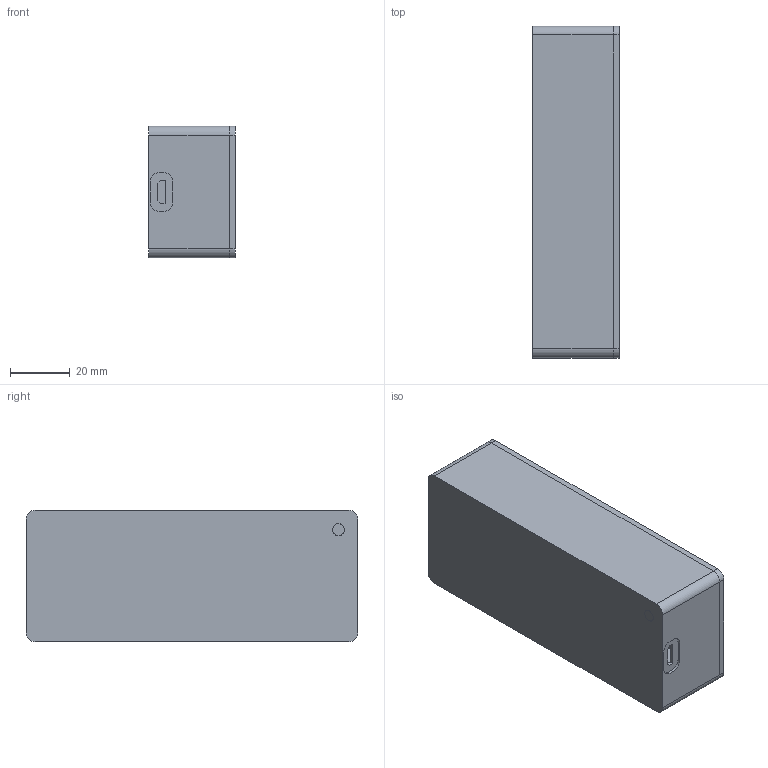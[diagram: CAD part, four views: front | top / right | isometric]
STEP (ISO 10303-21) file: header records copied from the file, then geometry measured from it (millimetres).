
FILE_DESCRIPTION(/* description */ ('STEP AP242','CAx-IF Rec.Pracs.---Representation and Presentation of Product Manufacturing Information (PMI)---4.0---2014-10-13','CAx-IF Rec.Pracs.---3D Tessellated Geometry---0.4---2014-09-14','2;1'),/* implementation_level */ '2;1');
FILE_NAME(/* name */ '68fb6e843b5ef48e6a389840',/* time_stamp */ '2025-10-24T12:18:13Z',/* author */ (''),/* organization */ (''),/* preprocessor_version */ 'ST-DEVELOPER v20',/* originating_system */ 'ONSHAPE BY PTC INC, 1.205',/* authorisation */ ' ');
FILE_SCHEMA (('AP242_MANAGED_MODEL_BASED_3D_ENGINEERING_MIM_LF { 1 0 10303 442 1 1 4 }'));
Length unit declared in the file: metre
Products named in the file (19): Part 15; Part 1; Part 2; Part 3; Part 4; Part 5; Part 6; Part 7; Part 8; Part 9; Part 10; Part 11; Part 12; Part 13; Part 14; Part 16; Part 17; Part 18; Part 19
Bounding box: 29 x 111 x 44 mm (x, y, z)
Volume: 32623.8 mm3; surface area: 36535.9 mm2
Topology: 19 solids, 19 shells, 151 faces, 328 edges, 219 vertices
Faces by surface type: plane 92, cylinder 59
Full cylindrical faces by diameter (mm): 1.8 x4, 3 x4, 4 x5, 5 x12, 6 x4, 7 x4
Entity records: 4561 total; most frequent: DIRECTION 752, CARTESIAN_POINT 682, ORIENTED_EDGE 588, EDGE_CURVE 294, AXIS2_PLACEMENT_3D 288, EDGE_LOOP 242, FACE_BOUND 242, VERTEX_POINT 218
